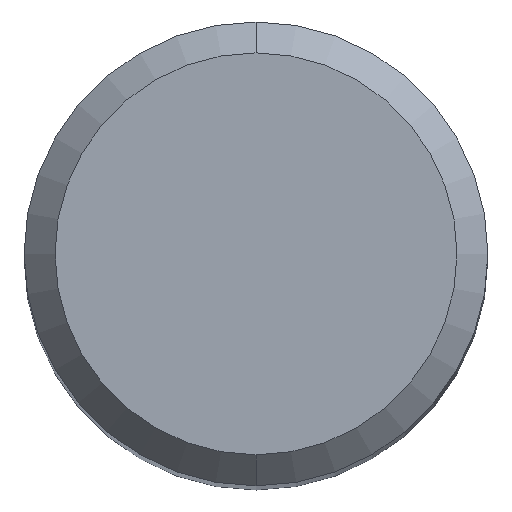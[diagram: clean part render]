
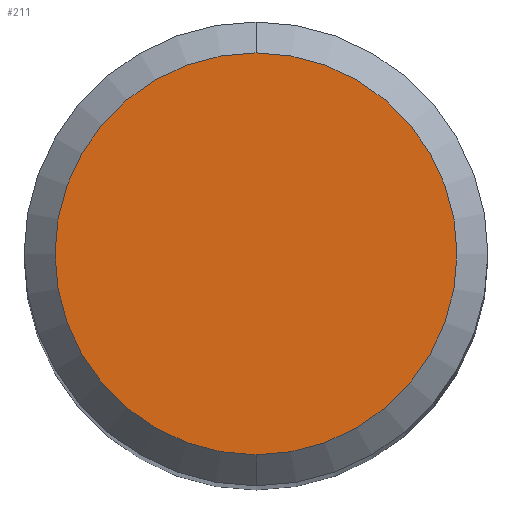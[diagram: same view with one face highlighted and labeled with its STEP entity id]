
A CAD part, top view. The second image highlights one B-rep face of the part: STEP entity #211.
In plain terms, the highlighted planar face has unit normal (0, 0, 1).
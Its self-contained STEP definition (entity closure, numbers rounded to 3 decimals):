
#125=EDGE_CURVE('',#159,#163,#279,.T.);
#133=EDGE_CURVE('',#163,#159,#287,.T.);
#159=VERTEX_POINT('',#316);
#163=VERTEX_POINT('',#320);
#211=ADVANCED_FACE('',(#375),#376,.T.);
#279=CIRCLE('',#453,2.6);
#287=CIRCLE('',#464,2.6);
#316=CARTESIAN_POINT('',(0.,-2.6,0.0));
#320=CARTESIAN_POINT('',(0.0,2.6,0.0));
#375=FACE_OUTER_BOUND('',#574,.T.);
#376=PLANE('',#575);
#453=AXIS2_PLACEMENT_3D('',#638,#639,#640);
#464=AXIS2_PLACEMENT_3D('',#647,#648,#649);
#574=EDGE_LOOP('',(#751,#752));
#575=AXIS2_PLACEMENT_3D('',#753,#754,#755);
#638=CARTESIAN_POINT('',(0.0,0.0,0.0));
#639=DIRECTION('',(0.0,0.0,-1.0));
#640=DIRECTION('',(0.0,1.0,0.0));
#647=CARTESIAN_POINT('',(0.0,0.0,0.0));
#648=DIRECTION('',(0.0,0.0,-1.0));
#649=DIRECTION('',(0.0,1.0,0.0));
#751=ORIENTED_EDGE('',*,*,#133,.F.);
#752=ORIENTED_EDGE('',*,*,#125,.F.);
#753=CARTESIAN_POINT('',(0.0,1.3,0.0));
#754=DIRECTION('',(-0.0,0.0,1.0));
#755=DIRECTION('',(0.0,-1.0,0.0));
